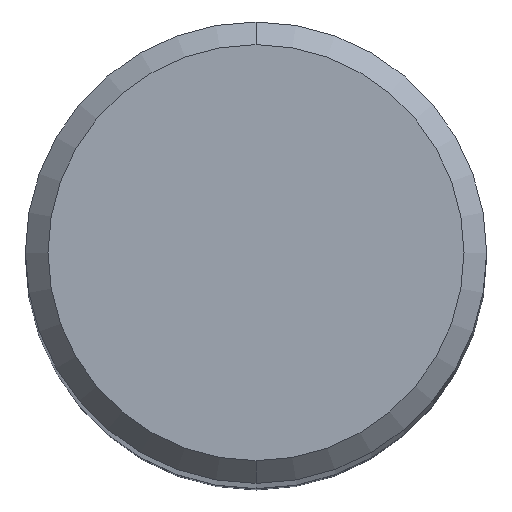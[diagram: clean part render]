
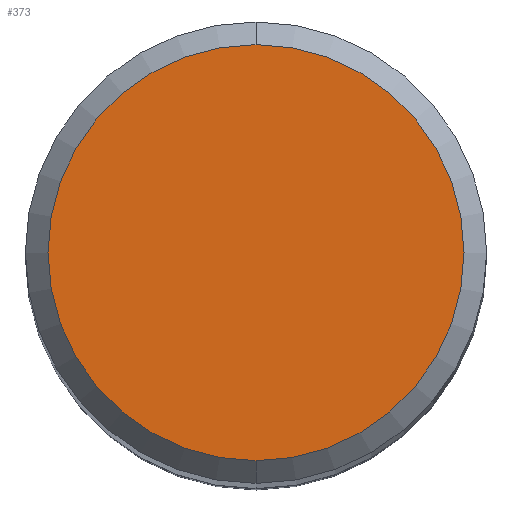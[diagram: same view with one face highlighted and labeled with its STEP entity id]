
A CAD part, top view. The second image highlights one B-rep face of the part: STEP entity #373.
In plain terms, the highlighted planar face has unit normal (0, 0, 1).
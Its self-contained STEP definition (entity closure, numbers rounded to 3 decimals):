
#259=VERTEX_POINT('',#653);
#359=EDGE_CURVE('',#259,#389,#764,.T.);
#373=ADVANCED_FACE('',(#781),#782,.T.);
#389=VERTEX_POINT('',#799);
#427=EDGE_CURVE('',#389,#259,#839,.T.);
#653=CARTESIAN_POINT('',(0.,-3.642,0.0));
#764=CIRCLE('',#1279,3.642);
#781=FACE_OUTER_BOUND('',#1297,.T.);
#782=PLANE('',#1298);
#799=CARTESIAN_POINT('',(0.0,3.642,0.0));
#839=CIRCLE('',#1430,3.642);
#1279=AXIS2_PLACEMENT_3D('',#1994,#1995,#1996);
#1297=EDGE_LOOP('',(#2024,#2025));
#1298=AXIS2_PLACEMENT_3D('',#2026,#2027,#2028);
#1430=AXIS2_PLACEMENT_3D('',#2080,#2081,#2082);
#1994=CARTESIAN_POINT('',(0.0,0.0,0.0));
#1995=DIRECTION('',(0.0,0.0,-1.0));
#1996=DIRECTION('',(0.0,1.0,0.0));
#2024=ORIENTED_EDGE('',*,*,#427,.F.);
#2025=ORIENTED_EDGE('',*,*,#359,.F.);
#2026=CARTESIAN_POINT('',(0.0,1.821,0.0));
#2027=DIRECTION('',(-0.0,0.0,1.0));
#2028=DIRECTION('',(0.0,-1.0,0.0));
#2080=CARTESIAN_POINT('',(0.0,0.0,0.0));
#2081=DIRECTION('',(0.0,0.0,-1.0));
#2082=DIRECTION('',(0.0,1.0,0.0));
